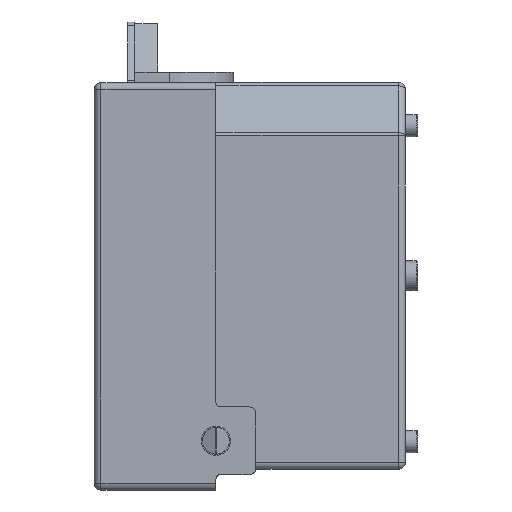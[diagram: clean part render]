
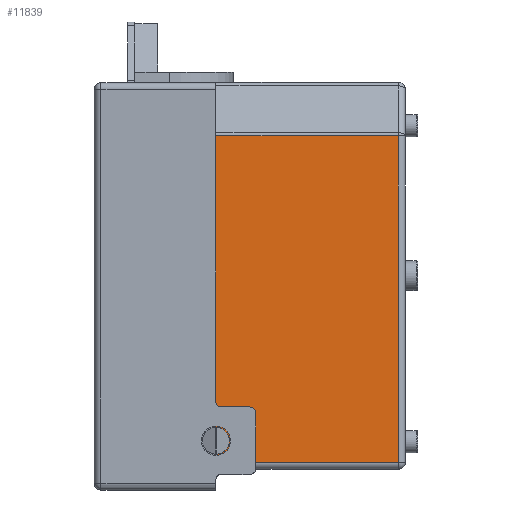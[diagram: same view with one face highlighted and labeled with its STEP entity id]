
A CAD part, left-side view. The second image highlights one B-rep face of the part: STEP entity #11839.
In plain terms, the highlighted planar face has unit normal (-1, 0, 0).
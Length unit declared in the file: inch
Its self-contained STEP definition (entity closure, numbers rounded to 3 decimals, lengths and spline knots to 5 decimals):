
#95 = ORIENTED_EDGE ( 'NONE', *, *, #10890, .T. ) ;
#198 = VERTEX_POINT ( 'NONE', #10553 ) ;
#258 = EDGE_CURVE ( 'NONE', #10290, #7453, #2635, .T. ) ;
#431 = VECTOR ( 'NONE', #2843, 39.37008 ) ;
#472 = DIRECTION ( 'NONE',  ( 1., 0., 0. ) ) ;
#734 = LINE ( 'NONE', #3794, #431 ) ;
#803 = CARTESIAN_POINT ( 'NONE',  ( -2.27, 0.06, 1.237 ) ) ;
#910 = DIRECTION ( 'NONE',  ( 0., 0., -1. ) ) ;
#1213 = EDGE_CURVE ( 'NONE', #2263, #198, #1633, .T. ) ;
#1215 = ORIENTED_EDGE ( 'NONE', *, *, #1213, .F. ) ;
#1339 = DIRECTION ( 'NONE',  ( 0., 0., 1. ) ) ;
#1342 = VERTEX_POINT ( 'NONE', #9647 ) ;
#1343 = CARTESIAN_POINT ( 'NONE',  ( -2.27, 1.805, 1.632 ) ) ;
#1416 = DIRECTION ( 'NONE',  ( 1., 0., 0. ) ) ;
#1630 = VECTOR ( 'NONE', #7596, 39.37008 ) ;
#1633 = LINE ( 'NONE', #9433, #11889 ) ;
#1715 = VECTOR ( 'NONE', #6258, 39.37008 ) ;
#1763 = EDGE_CURVE ( 'NONE', #1342, #11119, #3298, .T. ) ;
#1825 = EDGE_CURVE ( 'NONE', #2263, #1855, #10419, .T. ) ;
#1855 = VERTEX_POINT ( 'NONE', #11100 ) ;
#1861 = VERTEX_POINT ( 'NONE', #10158 ) ;
#2263 = VERTEX_POINT ( 'NONE', #8918 ) ;
#2350 = FACE_OUTER_BOUND ( 'NONE', #7192, .T. ) ;
#2442 = VERTEX_POINT ( 'NONE', #8657 ) ;
#2463 = CARTESIAN_POINT ( 'NONE',  ( -2.27, 2.365, 1.192 ) ) ;
#2626 = CARTESIAN_POINT ( 'NONE',  ( -2.27, 1.655, -1.632 ) ) ;
#2635 = LINE ( 'NONE', #7770, #10050 ) ;
#2649 = LINE ( 'NONE', #8252, #7189 ) ;
#2686 = VECTOR ( 'NONE', #4392, 39.37008 ) ;
#2707 = VECTOR ( 'NONE', #4290, 39.37008 ) ;
#2843 = DIRECTION ( 'NONE',  ( 0., -1., 0. ) ) ;
#2874 = ORIENTED_EDGE ( 'NONE', *, *, #1763, .F. ) ;
#2965 = ORIENTED_EDGE ( 'NONE', *, *, #6806, .T. ) ;
#3140 = ORIENTED_EDGE ( 'NONE', *, *, #8909, .T. ) ;
#3298 = LINE ( 'NONE', #5209, #5584 ) ;
#3492 = EDGE_CURVE ( 'NONE', #11414, #11119, #2649, .T. ) ;
#3623 = DIRECTION ( 'NONE',  ( 0., 0., 1. ) ) ;
#3794 = CARTESIAN_POINT ( 'NONE',  ( -2.27, 2.365, -1.632 ) ) ;
#4001 = VECTOR ( 'NONE', #10632, 39.37008 ) ;
#4290 = DIRECTION ( 'NONE',  ( 0., -1., 0. ) ) ;
#4392 = DIRECTION ( 'NONE',  ( 0., -1., 0. ) ) ;
#4453 = ORIENTED_EDGE ( 'NONE', *, *, #4873, .T. ) ;
#4873 = EDGE_CURVE ( 'NONE', #1855, #8868, #6907, .T. ) ;
#5209 = CARTESIAN_POINT ( 'NONE',  ( -2.27, 1.865, 1.692 ) ) ;
#5460 = CARTESIAN_POINT ( 'NONE',  ( -2.27, 1.655, -1.5585 ) ) ;
#5505 = ORIENTED_EDGE ( 'NONE', *, *, #11830, .T. ) ;
#5584 = VECTOR ( 'NONE', #1339, 39.37008 ) ;
#5731 = LINE ( 'NONE', #7222, #7261 ) ;
#5778 = AXIS2_PLACEMENT_3D ( 'NONE', #6248, #472, #7247 ) ;
#6248 = CARTESIAN_POINT ( 'NONE',  ( -2.27, 1.655, -1.442 ) ) ;
#6258 = DIRECTION ( 'NONE',  ( 0., 1., 0. ) ) ;
#6711 = ORIENTED_EDGE ( 'NONE', *, *, #9962, .F. ) ;
#6806 = EDGE_CURVE ( 'NONE', #1861, #10726, #6870, .T. ) ;
#6870 = LINE ( 'NONE', #7259, #1715 ) ;
#6907 = LINE ( 'NONE', #9689, #4001 ) ;
#7189 = VECTOR ( 'NONE', #10140, 39.37008 ) ;
#7192 = EDGE_LOOP ( 'NONE', ( #95, #11983, #2874, #6711, #1215, #9021, #4453, #5505, #10058, #10294, #3140, #2965 ) ) ;
#7196 = CIRCLE ( 'NONE', #5778, 0.1165 ) ;
#7222 = CARTESIAN_POINT ( 'NONE',  ( -2.27, 1.805, 1.237 ) ) ;
#7247 = DIRECTION ( 'NONE',  ( 0., 0., -1. ) ) ;
#7259 = CARTESIAN_POINT ( 'NONE',  ( -2.27, 2.365, 1.22256 ) ) ;
#7261 = VECTOR ( 'NONE', #8214, 39.37008 ) ;
#7453 = VERTEX_POINT ( 'NONE', #2626 ) ;
#7596 = DIRECTION ( 'NONE',  ( 0., 0., 1. ) ) ;
#7747 = AXIS2_PLACEMENT_3D ( 'NONE', #9124, #1416, #8231 ) ;
#7770 = CARTESIAN_POINT ( 'NONE',  ( -2.27, 1.655, -1.662 ) ) ;
#8141 = PLANE ( 'NONE',  #7747 ) ;
#8191 = CARTESIAN_POINT ( 'NONE',  ( -2.27, 2.365, -1.222 ) ) ;
#8214 = DIRECTION ( 'NONE',  ( 0., 0., 1. ) ) ;
#8231 = DIRECTION ( 'NONE',  ( 0., 0., -1. ) ) ;
#8252 = CARTESIAN_POINT ( 'NONE',  ( -2.27, 2.365, 1.632 ) ) ;
#8657 = CARTESIAN_POINT ( 'NONE',  ( -2.27, 0.06, -1.632 ) ) ;
#8868 = VERTEX_POINT ( 'NONE', #10368 ) ;
#8909 = EDGE_CURVE ( 'NONE', #2442, #1861, #11584, .T. ) ;
#8918 = CARTESIAN_POINT ( 'NONE',  ( -2.27, 2.365, -1.222 ) ) ;
#8974 = EDGE_CURVE ( 'NONE', #7453, #2442, #734, .T. ) ;
#9021 = ORIENTED_EDGE ( 'NONE', *, *, #1825, .T. ) ;
#9124 = CARTESIAN_POINT ( 'NONE',  ( -2.27, 2.365, 1.237 ) ) ;
#9433 = CARTESIAN_POINT ( 'NONE',  ( -2.27, 2.365, 1.237 ) ) ;
#9647 = CARTESIAN_POINT ( 'NONE',  ( -2.27, 1.865, 1.192 ) ) ;
#9658 = CARTESIAN_POINT ( 'NONE',  ( -2.27, 1.865, 1.632 ) ) ;
#9689 = CARTESIAN_POINT ( 'NONE',  ( -2.27, 1.655, -1.662 ) ) ;
#9962 = EDGE_CURVE ( 'NONE', #198, #1342, #10400, .T. ) ;
#10050 = VECTOR ( 'NONE', #910, 39.37008 ) ;
#10058 = ORIENTED_EDGE ( 'NONE', *, *, #258, .T. ) ;
#10140 = DIRECTION ( 'NONE',  ( 0., 1., 0. ) ) ;
#10158 = CARTESIAN_POINT ( 'NONE',  ( -2.27, 0.06, 1.22256 ) ) ;
#10290 = VERTEX_POINT ( 'NONE', #5460 ) ;
#10294 = ORIENTED_EDGE ( 'NONE', *, *, #8974, .T. ) ;
#10368 = CARTESIAN_POINT ( 'NONE',  ( -2.27, 1.655, -1.3255 ) ) ;
#10400 = LINE ( 'NONE', #2463, #2686 ) ;
#10419 = LINE ( 'NONE', #8191, #2707 ) ;
#10553 = CARTESIAN_POINT ( 'NONE',  ( -2.27, 2.365, 1.192 ) ) ;
#10632 = DIRECTION ( 'NONE',  ( 0., 0., -1. ) ) ;
#10726 = VERTEX_POINT ( 'NONE', #11685 ) ;
#10890 = EDGE_CURVE ( 'NONE', #10726, #11414, #5731, .T. ) ;
#11100 = CARTESIAN_POINT ( 'NONE',  ( -2.27, 1.655, -1.222 ) ) ;
#11119 = VERTEX_POINT ( 'NONE', #9658 ) ;
#11414 = VERTEX_POINT ( 'NONE', #1343 ) ;
#11584 = LINE ( 'NONE', #803, #1630 ) ;
#11685 = CARTESIAN_POINT ( 'NONE',  ( -2.27, 1.805, 1.22256 ) ) ;
#11830 = EDGE_CURVE ( 'NONE', #8868, #10290, #7196, .T. ) ;
#11839 = ADVANCED_FACE ( 'NONE', ( #2350 ), #8141, .F. ) ;
#11889 = VECTOR ( 'NONE', #3623, 39.37008 ) ;
#11983 = ORIENTED_EDGE ( 'NONE', *, *, #3492, .T. ) ;
